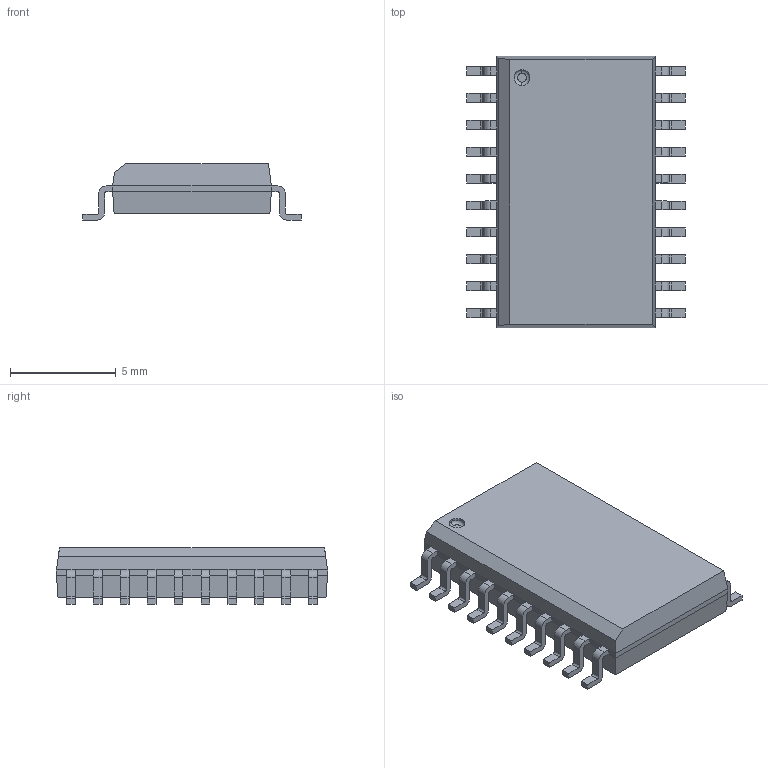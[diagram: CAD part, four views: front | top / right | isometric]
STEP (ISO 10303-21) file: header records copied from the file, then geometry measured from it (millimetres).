
FILE_DESCRIPTION((''),'2;1');
FILE_NAME('SMD_SOIC127P1030X265-20N','2012-05-04T',('HAN'),(''),'PRO/ENGINEER BY PARAMETRIC TECHNOLOGY CORPORATION, 2010280','PRO/ENGINEER BY PARAMETRIC TECHNOLOGY CORPORATION, 2010280','');
FILE_SCHEMA(('AUTOMOTIVE_DESIGN_CC2 { 1 2 10303 214 -1 1 5 2 }'));
Length unit declared in the file: millimetre
Products named in the file (1): SMD_SOIC127P1030X265-20N
Bounding box: 10.32 x 12.8 x 2.65 mm (x, y, z)
Volume: 225.6 mm3; surface area: 346.5 mm2
Topology: 1 solids, 1 shells, 300 faces, 801 edges, 504 vertices
Faces by surface type: plane 216, cylinder 82, torus 2
Entity records: 9597 total; most frequent: CARTESIAN_POINT 1605, ORIENTED_EDGE 1602, DIRECTION 1569, EDGE_CURVE 801, VECTOR 633, LINE 633, VERTEX_POINT 504, AXIS2_PLACEMENT_3D 468
